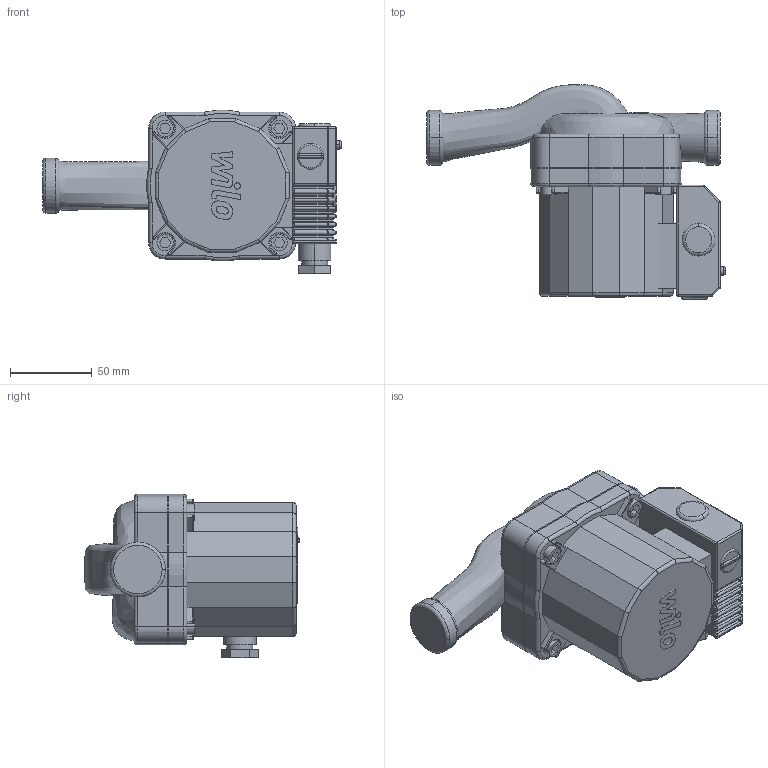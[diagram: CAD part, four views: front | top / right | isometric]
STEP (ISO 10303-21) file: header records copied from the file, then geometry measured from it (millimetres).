
FILE_DESCRIPTION((''),'2;1');
FILE_NAME('3d_Star-Z25_2DM-4037124.stp','2014-09-03T12:37:23',(''),(''),'Mechanical Desktop 2009','Mechanical Desktop 2009',', , ');
FILE_SCHEMA(('CONFIG_CONTROL_DESIGN'));
Length unit declared in the file: millimetre
Products named in the file (1): Product
Bounding box: 183 x 131.66 x 100.11 mm (x, y, z)
Volume: 937953.4 mm3; surface area: 99292.6 mm2
Topology: 9 solids, 9 shells, 669 faces, 1584 edges, 806 vertices
Faces by surface type: cylinder 272, plane 170, bspline 129, sphere 54, torus 44
Entity records: 31801 total; most frequent: CARTESIAN_POINT 17511, DIRECTION 3022, ORIENTED_EDGE 2888, EDGE_CURVE 1444, AXIS2_PLACEMENT_3D 1145, VERTEX_POINT 806, VECTOR 732, LINE 732
